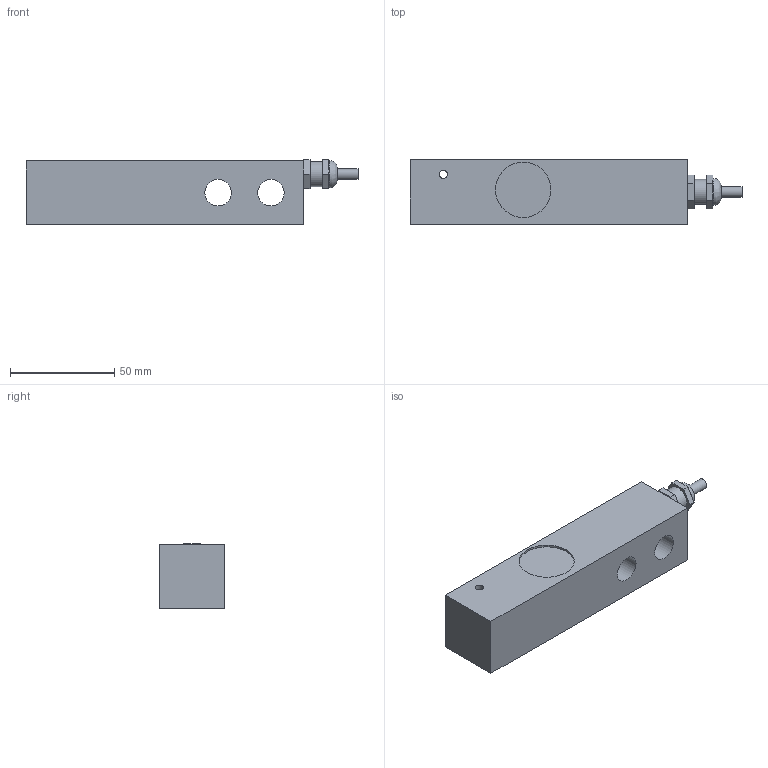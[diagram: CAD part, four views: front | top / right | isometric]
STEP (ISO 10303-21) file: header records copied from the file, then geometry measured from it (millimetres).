
FILE_DESCRIPTION(/* description */ (''),/* implementation_level */ '2;1');
FILE_NAME(/* name */ '563YSMT-(500-4000)lb v2.step',/* time_stamp */ '2020-02-10T13:47:32-08:00',/* author */ (''),/* organization */ (''),/* preprocessor_version */ 'ST-DEVELOPER v18',/* originating_system */ 'Autodesk Translation Framework v8.12.0.6',/* authorisation */ '');
FILE_SCHEMA (('AUTOMOTIVE_DESIGN { 1 0 10303 214 3 1 1 }'));
Length unit declared in the file: inch
Products named in the file (2): 563YSMT-(500-4000)lb; Connector
Assembly tree (1 placements, depth 2):
  563YSMT-(500-4000)lb
    Connector
Bounding box: 159.38 x 30.99 x 31.13 mm (x, y, z)
Volume: 114367.1 mm3; surface area: 22959.6 mm2
Topology: 2 solids, 2 shells, 44 faces, 100 edges, 66 vertices
Faces by surface type: plane 28, cylinder 13, cone 2, bspline 1
Full cylindrical faces by diameter (mm): 4 x2, 5.1 x1, 8 x1, 12 x2, 12.7 x2, 13 x1, 15.748 x1, 22.352 x1, 26.6 x2
Entity records: 1407 total; most frequent: CARTESIAN_POINT 330, DIRECTION 215, ORIENTED_EDGE 198, EDGE_CURVE 99, AXIS2_PLACEMENT_3D 76, VERTEX_POINT 66, LINE 63, VECTOR 63
